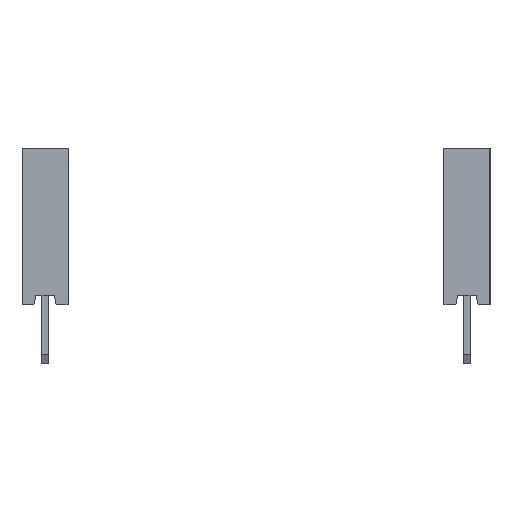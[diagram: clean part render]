
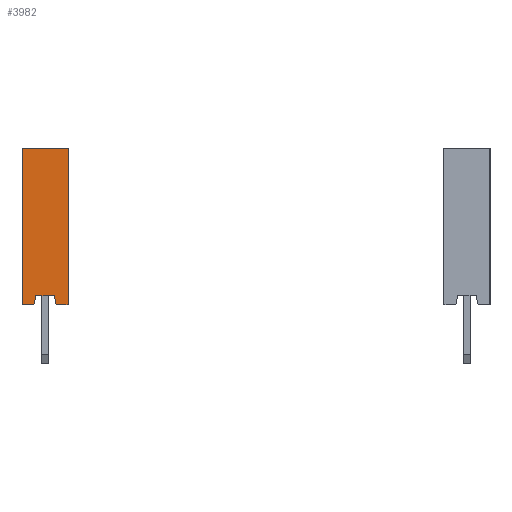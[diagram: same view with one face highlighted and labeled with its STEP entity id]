
A CAD part, front view. The second image highlights one B-rep face of the part: STEP entity #3982.
In plain terms, the highlighted face is planar.
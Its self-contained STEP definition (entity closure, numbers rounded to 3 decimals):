
#3897 = VERTEX_POINT('',#3898);
#3898 = CARTESIAN_POINT('',(20.57,-0.5,3.7));
#3906 = VERTEX_POINT('',#3907);
#3907 = CARTESIAN_POINT('',(20.57,0.5,3.7));
#3913 = EDGE_CURVE('',#3897,#3906,#3914,.T.);
#3914 = LINE('',#3915,#3916);
#3915 = CARTESIAN_POINT('',(20.57,-0.875,3.7));
#3916 = VECTOR('',#3917,1.);
#3917 = DIRECTION('',(0.,1.,0.));
#3982 = ADVANCED_FACE('',(#3983),#4040,.F.);
#3983 = FACE_BOUND('',#3984,.T.);
#3984 = EDGE_LOOP('',(#3985,#3995,#4003,#4011,#4017,#4018,#4026,#4034));
#3985 = ORIENTED_EDGE('',*,*,#3986,.F.);
#3986 = EDGE_CURVE('',#3987,#3989,#3991,.T.);
#3987 = VERTEX_POINT('',#3988);
#3988 = CARTESIAN_POINT('',(20.57,-1.25,11.7));
#3989 = VERTEX_POINT('',#3990);
#3990 = CARTESIAN_POINT('',(20.57,1.25,11.7));
#3991 = LINE('',#3992,#3993);
#3992 = CARTESIAN_POINT('',(20.57,-1.25,11.7));
#3993 = VECTOR('',#3994,1.);
#3994 = DIRECTION('',(0.,1.,0.));
#3995 = ORIENTED_EDGE('',*,*,#3996,.F.);
#3996 = EDGE_CURVE('',#3997,#3987,#3999,.T.);
#3997 = VERTEX_POINT('',#3998);
#3998 = CARTESIAN_POINT('',(20.57,-1.25,3.2));
#3999 = LINE('',#4000,#4001);
#4000 = CARTESIAN_POINT('',(20.57,-1.25,3.2));
#4001 = VECTOR('',#4002,1.);
#4002 = DIRECTION('',(0.,0.,1.));
#4003 = ORIENTED_EDGE('',*,*,#4004,.T.);
#4004 = EDGE_CURVE('',#3997,#4005,#4007,.T.);
#4005 = VERTEX_POINT('',#4006);
#4006 = CARTESIAN_POINT('',(20.57,-0.6,3.2));
#4007 = LINE('',#4008,#4009);
#4008 = CARTESIAN_POINT('',(20.57,-1.25,3.2));
#4009 = VECTOR('',#4010,1.);
#4010 = DIRECTION('',(0.,1.,0.));
#4011 = ORIENTED_EDGE('',*,*,#4012,.T.);
#4012 = EDGE_CURVE('',#4005,#3897,#4013,.T.);
#4013 = LINE('',#4014,#4015);
#4014 = CARTESIAN_POINT('',(20.57,-0.613,3.138));
#4015 = VECTOR('',#4016,1.);
#4016 = DIRECTION('',(0.,0.196,0.981));
#4017 = ORIENTED_EDGE('',*,*,#3913,.T.);
#4018 = ORIENTED_EDGE('',*,*,#4019,.T.);
#4019 = EDGE_CURVE('',#3906,#4020,#4022,.T.);
#4020 = VERTEX_POINT('',#4021);
#4021 = CARTESIAN_POINT('',(20.57,0.6,3.2));
#4022 = LINE('',#4023,#4024);
#4023 = CARTESIAN_POINT('',(20.57,0.514,3.628));
#4024 = VECTOR('',#4025,1.);
#4025 = DIRECTION('',(0.,0.196,-0.981));
#4026 = ORIENTED_EDGE('',*,*,#4027,.T.);
#4027 = EDGE_CURVE('',#4020,#4028,#4030,.T.);
#4028 = VERTEX_POINT('',#4029);
#4029 = CARTESIAN_POINT('',(20.57,1.25,3.2));
#4030 = LINE('',#4031,#4032);
#4031 = CARTESIAN_POINT('',(20.57,-1.25,3.2));
#4032 = VECTOR('',#4033,1.);
#4033 = DIRECTION('',(0.,1.,0.));
#4034 = ORIENTED_EDGE('',*,*,#4035,.T.);
#4035 = EDGE_CURVE('',#4028,#3989,#4036,.T.);
#4036 = LINE('',#4037,#4038);
#4037 = CARTESIAN_POINT('',(20.57,1.25,3.2));
#4038 = VECTOR('',#4039,1.);
#4039 = DIRECTION('',(0.,0.,1.));
#4040 = PLANE('',#4041);
#4041 = AXIS2_PLACEMENT_3D('',#4042,#4043,#4044);
#4042 = CARTESIAN_POINT('',(20.57,-1.25,3.2));
#4043 = DIRECTION('',(-1.,0.,0.));
#4044 = DIRECTION('',(0.,0.,-1.));
